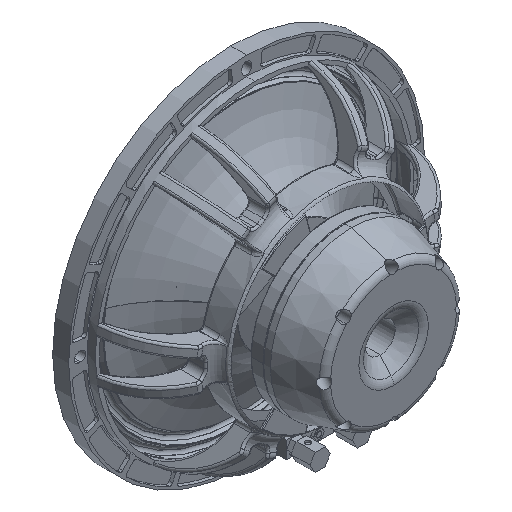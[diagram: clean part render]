
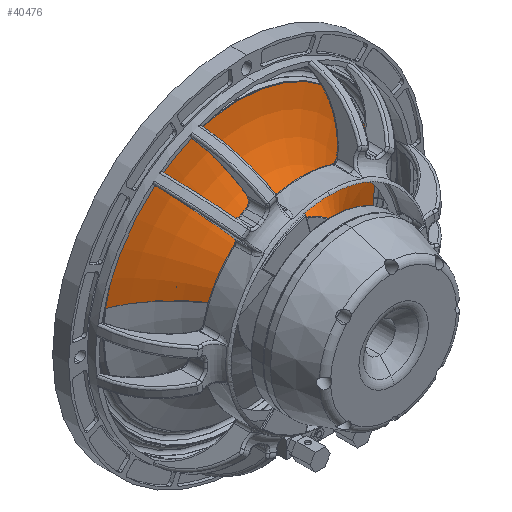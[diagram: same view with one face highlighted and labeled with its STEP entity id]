
A CAD part, isometric view. The second image highlights one B-rep face of the part: STEP entity #40476.
In plain terms, the highlighted toroidal (fillet/blend) face has major radius 113.194 mm and minor radius 87.409 mm.
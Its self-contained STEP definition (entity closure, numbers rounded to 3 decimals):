
#483 = DIRECTION ( 'NONE',  ( -0.987, 0., 0.162 ) ) ;
#777 = EDGE_CURVE ( 'NONE', #18752, #31128, #1676, .T. ) ;
#1676 = CIRCLE ( 'NONE', #43557, 87.409 ) ;
#2739 = EDGE_CURVE ( 'NONE', #6976, #46727, #13950, .T. ) ;
#3430 = CARTESIAN_POINT ( 'NONE',  ( 98.191, 77.589, -16.087 ) ) ;
#4671 = DIRECTION ( 'NONE',  ( 0.162, 0., 0.987 ) ) ;
#6156 = DIRECTION ( 'NONE',  ( -0.162, 0., -0.987 ) ) ;
#6976 = VERTEX_POINT ( 'NONE', #30147 ) ;
#9692 = TOROIDAL_SURFACE ( 'NONE', #35114, 113.194, 87.409 ) ;
#10142 = ORIENTED_EDGE ( 'NONE', *, *, #777, .F. ) ;
#11813 = CARTESIAN_POINT ( 'NONE',  ( 111.705, -8.741, -18.301 ) ) ;
#12485 = CIRCLE ( 'NONE', #28070, 40.093 ) ;
#13950 = CIRCLE ( 'NONE', #27863, 87.409 ) ;
#14337 = CARTESIAN_POINT ( 'NONE',  ( -111.705, -8.741, 18.301 ) ) ;
#15170 = EDGE_CURVE ( 'NONE', #6976, #18752, #19508, .T. ) ;
#18752 = VERTEX_POINT ( 'NONE', #3430 ) ;
#19508 = CIRCLE ( 'NONE', #21985, 99.5 ) ;
#20170 = DIRECTION ( 'NONE',  ( 0., 1., 0. ) ) ;
#21985 = AXIS2_PLACEMENT_3D ( 'NONE', #38149, #34510, #26256 ) ;
#25884 = DIRECTION ( 'NONE',  ( -0.987, 0., 0.162 ) ) ;
#26256 = DIRECTION ( 'NONE',  ( -0.987, 0., 0.162 ) ) ;
#27509 = CARTESIAN_POINT ( 'NONE',  ( 39.566, 39.182, -6.482 ) ) ;
#27732 = DIRECTION ( 'NONE',  ( 0.987, 0., -0.162 ) ) ;
#27863 = AXIS2_PLACEMENT_3D ( 'NONE', #14337, #6156, #25884 ) ;
#28070 = AXIS2_PLACEMENT_3D ( 'NONE', #49804, #30204, #45964 ) ;
#30147 = CARTESIAN_POINT ( 'NONE',  ( -98.191, 77.589, 16.087 ) ) ;
#30204 = DIRECTION ( 'NONE',  ( 0., 1., 0. ) ) ;
#31128 = VERTEX_POINT ( 'NONE', #27509 ) ;
#34026 = CARTESIAN_POINT ( 'NONE',  ( -39.566, 39.182, 6.482 ) ) ;
#34510 = DIRECTION ( 'NONE',  ( 0., 1., 0. ) ) ;
#35114 = AXIS2_PLACEMENT_3D ( 'NONE', #36421, #20170, #483 ) ;
#35616 = EDGE_CURVE ( 'NONE', #46727, #31128, #12485, .T. ) ;
#35657 = ORIENTED_EDGE ( 'NONE', *, *, #35616, .T. ) ;
#36421 = CARTESIAN_POINT ( 'NONE',  ( 0., -8.741, 0. ) ) ;
#38149 = CARTESIAN_POINT ( 'NONE',  ( 0., 77.589, 0. ) ) ;
#40476 = ADVANCED_FACE ( 'NONE', ( #43690 ), #9692, .F. ) ;
#42386 = EDGE_LOOP ( 'NONE', ( #10142, #43304, #45455, #35657 ) ) ;
#43304 = ORIENTED_EDGE ( 'NONE', *, *, #15170, .F. ) ;
#43557 = AXIS2_PLACEMENT_3D ( 'NONE', #11813, #4671, #27732 ) ;
#43690 = FACE_OUTER_BOUND ( 'NONE', #42386, .T. ) ;
#45455 = ORIENTED_EDGE ( 'NONE', *, *, #2739, .T. ) ;
#45964 = DIRECTION ( 'NONE',  ( 0.987, 0., -0.162 ) ) ;
#46727 = VERTEX_POINT ( 'NONE', #34026 ) ;
#49804 = CARTESIAN_POINT ( 'NONE',  ( 0., 39.182, 0. ) ) ;
